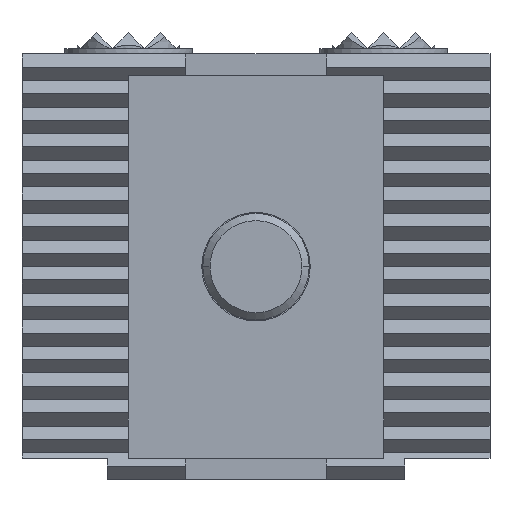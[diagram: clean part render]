
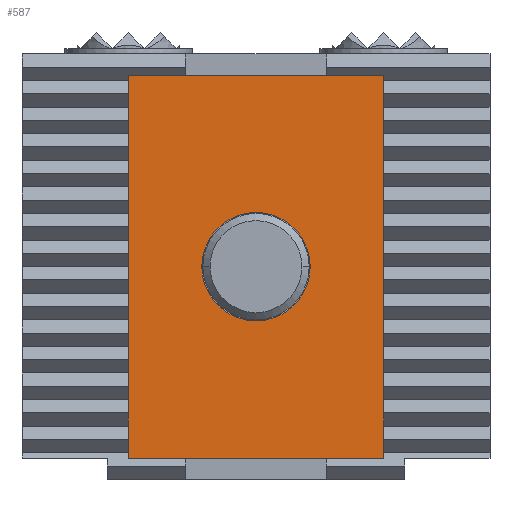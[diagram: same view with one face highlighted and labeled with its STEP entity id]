
A CAD part, front view. The second image highlights one B-rep face of the part: STEP entity #587.
In plain terms, the highlighted planar face has unit normal (0, -1, 0).
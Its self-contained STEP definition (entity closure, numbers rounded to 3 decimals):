
#587=ADVANCED_FACE('',(#1349,#1350),#1351,.F.);
#1349=FACE_BOUND('',#2308,.T.);
#1350=FACE_OUTER_BOUND('',#2309,.T.);
#1351=PLANE('',#2310);
#2308=EDGE_LOOP('',(#3938,#3939));
#2309=EDGE_LOOP('',(#3940,#3941,#3942,#3943));
#2310=AXIS2_PLACEMENT_3D('',#3944,#3945,#3946);
#3938=ORIENTED_EDGE('',*,*,#5796,.T.);
#3939=ORIENTED_EDGE('',*,*,#5794,.T.);
#3940=ORIENTED_EDGE('',*,*,#5823,.F.);
#3941=ORIENTED_EDGE('',*,*,#5826,.F.);
#3942=ORIENTED_EDGE('',*,*,#5815,.F.);
#3943=ORIENTED_EDGE('',*,*,#5827,.T.);
#3944=CARTESIAN_POINT('',(0.0,-23.0,0.0));
#3945=DIRECTION('',(0.0,1.0,0.0));
#3946=DIRECTION('',(0.0,0.0,1.0));
#5794=EDGE_CURVE('',#6926,#6930,#6932,.T.);
#5796=EDGE_CURVE('',#6930,#6926,#6934,.T.);
#5815=EDGE_CURVE('',#6962,#6964,#6965,.T.);
#5823=EDGE_CURVE('',#6974,#6976,#6977,.T.);
#5826=EDGE_CURVE('',#6964,#6974,#6980,.T.);
#5827=EDGE_CURVE('',#6962,#6976,#6981,.T.);
#6926=VERTEX_POINT('',#8485);
#6930=VERTEX_POINT('',#8490);
#6932=CIRCLE('',#8493,5.1);
#6934=CIRCLE('',#8495,5.1);
#6962=VERTEX_POINT('',#8535);
#6964=VERTEX_POINT('',#8538);
#6965=LINE('',#8539,#8540);
#6974=VERTEX_POINT('',#8553);
#6976=VERTEX_POINT('',#8556);
#6977=LINE('',#8557,#8558);
#6980=LINE('',#8562,#8563);
#6981=LINE('',#8564,#8565);
#8485=CARTESIAN_POINT('',(5.1,-23.0,0.));
#8490=CARTESIAN_POINT('',(-5.1,-23.0,0.0));
#8493=AXIS2_PLACEMENT_3D('',#9806,#9807,#9808);
#8495=AXIS2_PLACEMENT_3D('',#9809,#9810,#9811);
#8535=CARTESIAN_POINT('',(-12.0,-23.0,18.0));
#8538=CARTESIAN_POINT('',(12.0,-23.0,18.0));
#8539=CARTESIAN_POINT('',(0.0,-23.0,18.0));
#8540=VECTOR('',#9828,1.0);
#8553=CARTESIAN_POINT('',(12.0,-23.0,-18.0));
#8556=CARTESIAN_POINT('',(-12.0,-23.0,-18.0));
#8557=CARTESIAN_POINT('',(0.0,-23.0,-18.0));
#8558=VECTOR('',#9834,1.0);
#8562=CARTESIAN_POINT('',(12.0,-23.0,0.0));
#8563=VECTOR('',#9836,1.0);
#8564=CARTESIAN_POINT('',(-12.0,-23.0,0.0));
#8565=VECTOR('',#9837,1.0);
#9806=CARTESIAN_POINT('',(0.0,-23.0,0.0));
#9807=DIRECTION('',(-0.0,1.0,0.0));
#9808=DIRECTION('',(1.0,0.0,0.0));
#9809=CARTESIAN_POINT('',(0.0,-23.0,0.0));
#9810=DIRECTION('',(-0.0,1.0,0.0));
#9811=DIRECTION('',(1.0,0.0,0.0));
#9828=DIRECTION('',(1.0,0.0,0.0));
#9834=DIRECTION('',(-1.0,0.0,0.0));
#9836=DIRECTION('',(0.0,0.0,-1.0));
#9837=DIRECTION('',(0.0,0.0,-1.0));
